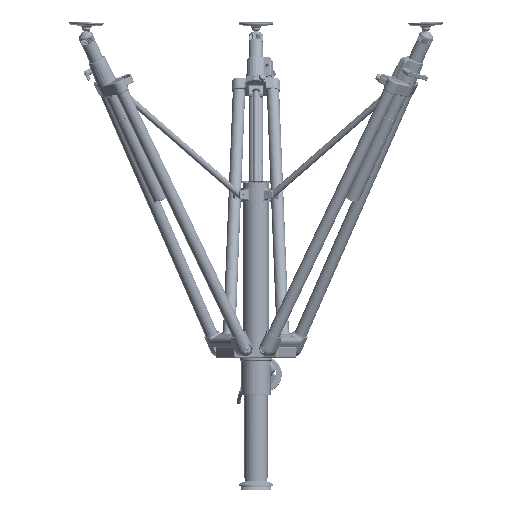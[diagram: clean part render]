
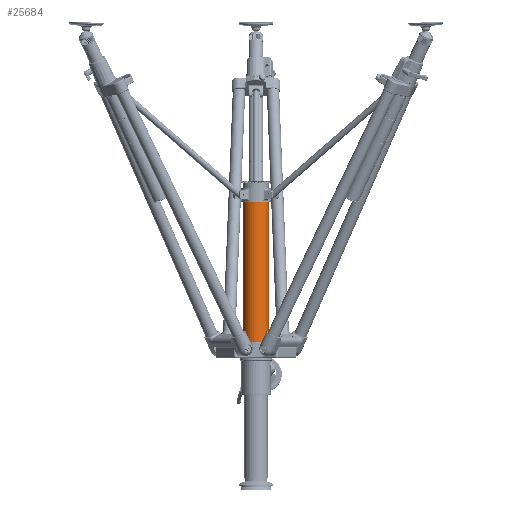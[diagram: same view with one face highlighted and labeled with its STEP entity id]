
A CAD part, front view. The second image highlights one B-rep face of the part: STEP entity #25684.
In plain terms, the highlighted cylindrical face has radius 37.681 mm (diameter 75.362 mm), a partial arc.
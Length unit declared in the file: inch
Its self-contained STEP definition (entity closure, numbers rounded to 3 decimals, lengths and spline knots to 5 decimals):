
#24608 = VERTEX_POINT ( 'NONE', #138080 ) ;
#25684 = ADVANCED_FACE ( 'NONE', ( #388207 ), #413458, .T. ) ;
#26449 = DIRECTION ( 'NONE',  ( -0.981, -0.194, 0. ) ) ;
#30664 = EDGE_CURVE ( 'NONE', #24608, #312409, #363506, .T. ) ;
#32670 = CARTESIAN_POINT ( 'NONE',  ( -4.58333, -2.72897, 17.44093 ) ) ;
#43320 = ORIENTED_EDGE ( 'NONE', *, *, #55782, .F. ) ;
#51558 = CARTESIAN_POINT ( 'NONE',  ( -6.03869, -3.01655, 1.379 ) ) ;
#51729 = CARTESIAN_POINT ( 'NONE',  ( -3.12797, -2.4414, 17.44093 ) ) ;
#52717 = AXIS2_PLACEMENT_3D ( 'NONE', #220819, #155525, #26449 ) ;
#53547 = VECTOR ( 'NONE', #144523, 39.37008 ) ;
#55782 = EDGE_CURVE ( 'NONE', #24608, #417525, #204716, .T. ) ;
#61150 = DIRECTION ( 'NONE',  ( 0., 0., 1. ) ) ;
#64203 = VERTEX_POINT ( 'NONE', #368449 ) ;
#99720 = VECTOR ( 'NONE', #186996, 39.37008 ) ;
#111881 = CARTESIAN_POINT ( 'NONE',  ( -3.12797, -2.4414, 19.649 ) ) ;
#134690 = EDGE_LOOP ( 'NONE', ( #43320, #230755, #168794, #301608 ) ) ;
#138080 = CARTESIAN_POINT ( 'NONE',  ( -6.03869, -3.01655, 17.44093 ) ) ;
#144523 = DIRECTION ( 'NONE',  ( 0., 0., -1. ) ) ;
#147102 = EDGE_CURVE ( 'NONE', #417525, #64203, #368236, .T. ) ;
#154449 = AXIS2_PLACEMENT_3D ( 'NONE', #32670, #61150, #193034 ) ;
#155525 = DIRECTION ( 'NONE',  ( 0., 0., 1. ) ) ;
#168794 = ORIENTED_EDGE ( 'NONE', *, *, #324625, .T. ) ;
#175438 = DIRECTION ( 'NONE',  ( 0., 0., -1. ) ) ;
#176850 = CARTESIAN_POINT ( 'NONE',  ( -4.58333, -2.72897, 19.649 ) ) ;
#186996 = DIRECTION ( 'NONE',  ( 0., 0., -1. ) ) ;
#193034 = DIRECTION ( 'NONE',  ( 0., -1., 0. ) ) ;
#204716 = CIRCLE ( 'NONE', #154449, 1.4835 ) ;
#220819 = CARTESIAN_POINT ( 'NONE',  ( -4.58333, -2.72897, 1.379 ) ) ;
#230755 = ORIENTED_EDGE ( 'NONE', *, *, #30664, .T. ) ;
#266705 = AXIS2_PLACEMENT_3D ( 'NONE', #176850, #175438, #334313 ) ;
#268453 = CIRCLE ( 'NONE', #52717, 1.4835 ) ;
#301608 = ORIENTED_EDGE ( 'NONE', *, *, #147102, .F. ) ;
#312409 = VERTEX_POINT ( 'NONE', #51558 ) ;
#324625 = EDGE_CURVE ( 'NONE', #312409, #64203, #268453, .T. ) ;
#334313 = DIRECTION ( 'NONE',  ( 0.981, 0.194, 0. ) ) ;
#363506 = LINE ( 'NONE', #378625, #99720 ) ;
#368236 = LINE ( 'NONE', #111881, #53547 ) ;
#368449 = CARTESIAN_POINT ( 'NONE',  ( -3.12797, -2.4414, 1.379 ) ) ;
#378625 = CARTESIAN_POINT ( 'NONE',  ( -6.03869, -3.01655, 19.649 ) ) ;
#388207 = FACE_OUTER_BOUND ( 'NONE', #134690, .T. ) ;
#413458 = CYLINDRICAL_SURFACE ( 'NONE', #266705, 1.4835 ) ;
#417525 = VERTEX_POINT ( 'NONE', #51729 ) ;
